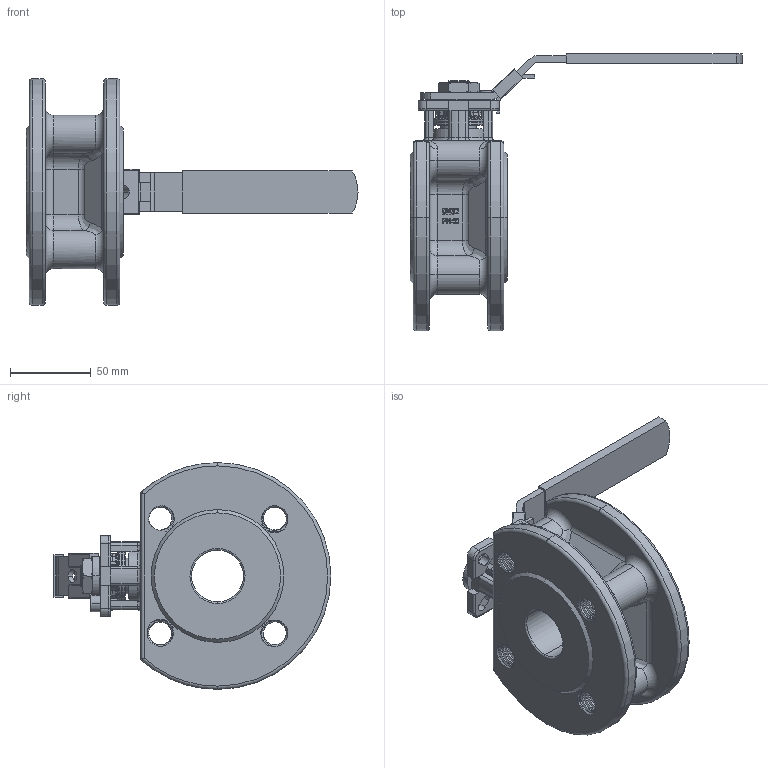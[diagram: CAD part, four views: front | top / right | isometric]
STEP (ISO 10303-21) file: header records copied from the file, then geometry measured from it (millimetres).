
FILE_DESCRIPTION (( 'STEP AP214' ), '1' );
FILE_NAME ('KH156-Kompaktkugelhahn-DN32-PN40-Handhebel-Fergo.STEP', '2022-10-19T12:47:54', ( '' ), ( '' ), 'SwSTEP 2.0', 'SolidWorks 2022', '' );
FILE_SCHEMA (( 'AUTOMOTIVE_DESIGN' ));
Length unit declared in the file: millimetre
Products named in the file (1): KH156-Kompaktkugelhahn-DN32-PN40-Handhebel-Fergo
Bounding box: 205 x 171.5 x 140 mm (x, y, z)
Volume: 520045.4 mm3; surface area: 114089.2 mm2
Topology: 3 solids, 3 shells, 1412 faces, 3956 edges, 2531 vertices
Faces by surface type: plane 532, cylinder 508, bspline 231, torus 83, cone 50, sphere 8
Entity records: 96560 total; most frequent: CARTESIAN_POINT 63741, ORIENTED_EDGE 7864, DIRECTION 5611, EDGE_CURVE 3932, VERTEX_POINT 2531, LINE 2033, VECTOR 2033, AXIS2_PLACEMENT_3D 1789
